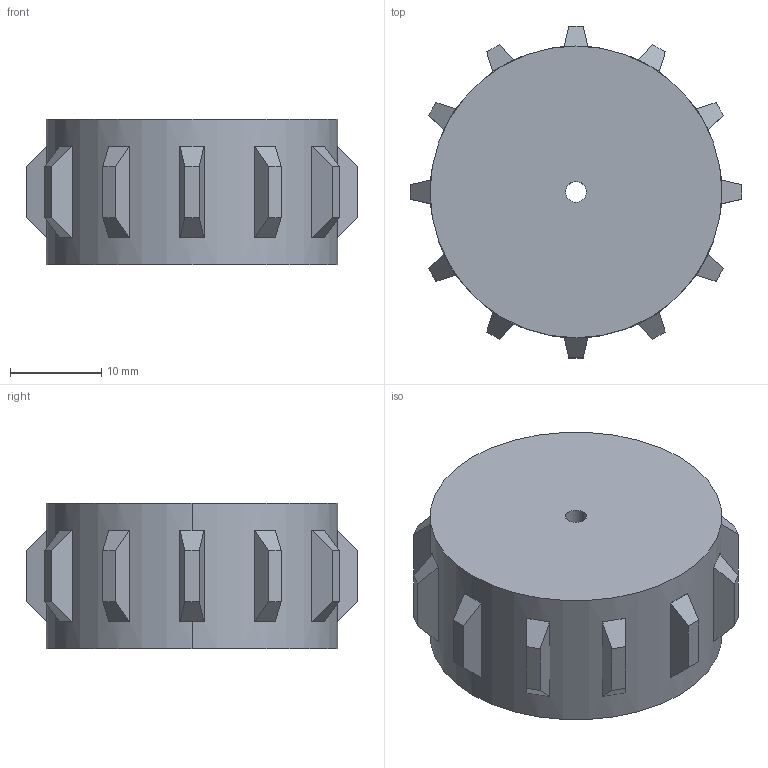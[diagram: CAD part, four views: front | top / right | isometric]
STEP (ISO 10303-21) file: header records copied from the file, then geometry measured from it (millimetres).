
FILE_DESCRIPTION (( 'STEP AP203' ), '1' );
FILE_NAME ('2.) Front Drive Gear(No Motor).STEP', '2024-04-05T14:34:46', ( '' ), ( '' ), 'SwSTEP 2.0', 'SolidWorks 2024', '' );
FILE_SCHEMA (( 'CONFIG_CONTROL_DESIGN' ));
Length unit declared in the file: millimetre
Products named in the file (1): 2.) Front Drive Gear(No Motor)
Bounding box: 36.4 x 36.4 x 16 mm (x, y, z)
Volume: 13250.2 mm3; surface area: 3709.6 mm2
Topology: 1 solids, 1 shells, 114 faces, 278 edges, 176 vertices
Faces by surface type: plane 110, cylinder 4
Entity records: 3375 total; most frequent: CARTESIAN_POINT 569, DIRECTION 564, ORIENTED_EDGE 556, EDGE_CURVE 278, LINE 222, VECTOR 222, VERTEX_POINT 176, AXIS2_PLACEMENT_3D 171
